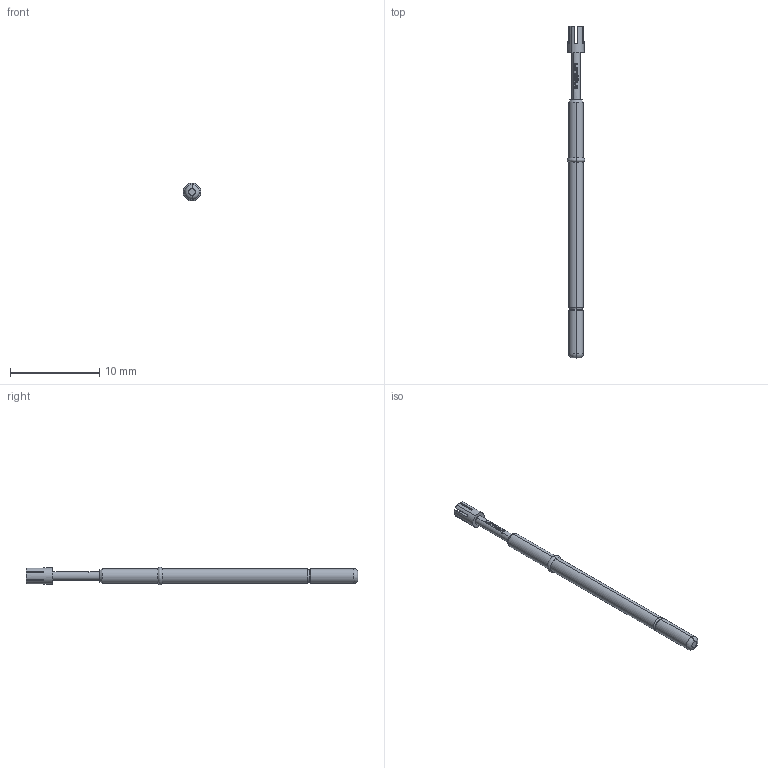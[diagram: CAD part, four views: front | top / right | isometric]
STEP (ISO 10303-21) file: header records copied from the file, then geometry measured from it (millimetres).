
FILE_DESCRIPTION (( 'STEP AP203' ), '1' );
FILE_NAME ('INGUN_GKS-112_319_180_A_xx07.STEP', '2022-01-10T10:51:01', ( 'ochi' ), ( '' ), 'SwSTEP 2.0', 'SolidWorks 2018', '' );
FILE_SCHEMA (( 'CONFIG_CONTROL_DESIGN' ));
Length unit declared in the file: millimetre
Products named in the file (1): INGUN_GKS-112_319_180_A_xx07
Bounding box: 2 x 37.3 x 2 mm (x, y, z)
Volume: 71.1 mm3; surface area: 202.9 mm2
Topology: 1 solids, 1 shells, 118 faces, 311 edges, 202 vertices
Faces by surface type: bspline 53, plane 25, cylinder 16, cone 16, torus 8
Entity records: 4770 total; most frequent: CARTESIAN_POINT 2307, ORIENTED_EDGE 622, EDGE_CURVE 311, DIRECTION 285, B_SPLINE_CURVE_WITH_KNOTS 212, VERTEX_POINT 202, EDGE_LOOP 125, AXIS2_PLACEMENT_3D 120
